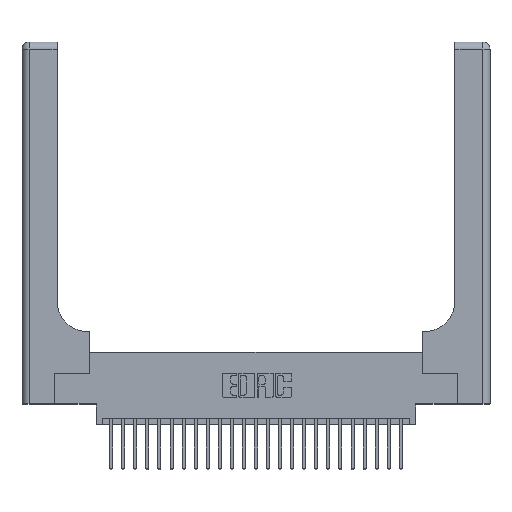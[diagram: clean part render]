
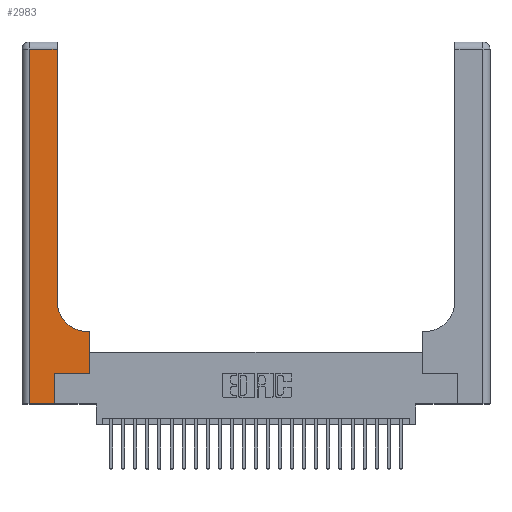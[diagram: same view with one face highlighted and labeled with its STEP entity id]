
A CAD part, top view. The second image highlights one B-rep face of the part: STEP entity #2983.
In plain terms, the highlighted planar face has unit normal (0, 0, 1).
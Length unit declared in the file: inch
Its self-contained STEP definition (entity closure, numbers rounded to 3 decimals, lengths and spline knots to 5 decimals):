
#186 = ORIENTED_EDGE ( 'NONE', *, *, #24188, .T. ) ;
#367 = CARTESIAN_POINT ( 'NONE',  ( 0., 0., 0.37 ) ) ;
#472 = AXIS2_PLACEMENT_3D ( 'NONE', #7050, #21619, #9178 ) ;
#656 = LINE ( 'NONE', #21426, #22377 ) ;
#674 = VERTEX_POINT ( 'NONE', #8139 ) ;
#1563 = CARTESIAN_POINT ( 'NONE',  ( 0., 3., 0.37 ) ) ;
#2273 = ORIENTED_EDGE ( 'NONE', *, *, #18094, .T. ) ;
#2502 = DIRECTION ( 'NONE',  ( 0., -1., 0. ) ) ;
#2983 = ADVANCED_FACE ( 'NONE', ( #6009 ), #3699, .F. ) ;
#3699 = PLANE ( 'NONE',  #27238 ) ;
#4302 = VERTEX_POINT ( 'NONE', #7450 ) ;
#4364 = DIRECTION ( 'NONE',  ( 0., 1., 0. ) ) ;
#4940 = VECTOR ( 'NONE', #2502, 39.37008 ) ;
#5085 = CARTESIAN_POINT ( 'NONE',  ( 0.5415, 0.6, 0.37 ) ) ;
#5436 = CARTESIAN_POINT ( 'NONE',  ( 0.2915, 3., 0.37 ) ) ;
#5843 = VERTEX_POINT ( 'NONE', #8939 ) ;
#6009 = FACE_OUTER_BOUND ( 'NONE', #22445, .T. ) ;
#6048 = LINE ( 'NONE', #5436, #9719 ) ;
#6921 = EDGE_CURVE ( 'NONE', #21450, #22258, #14375, .T. ) ;
#7050 = CARTESIAN_POINT ( 'NONE',  ( 0.5415, 0.85, 0.37 ) ) ;
#7450 = CARTESIAN_POINT ( 'NONE',  ( 0.269, 0., 0.37 ) ) ;
#7967 = ORIENTED_EDGE ( 'NONE', *, *, #6921, .T. ) ;
#8029 = DIRECTION ( 'NONE',  ( 0., 0., -1. ) ) ;
#8139 = CARTESIAN_POINT ( 'NONE',  ( 0.5585, 0.25, 0.37 ) ) ;
#8380 = ORIENTED_EDGE ( 'NONE', *, *, #19476, .T. ) ;
#8600 = CARTESIAN_POINT ( 'NONE',  ( 0.269, 0., 0.37 ) ) ;
#8939 = CARTESIAN_POINT ( 'NONE',  ( 0.269, 0.25, 0.37 ) ) ;
#8989 = LINE ( 'NONE', #21936, #18117 ) ;
#9178 = DIRECTION ( 'NONE',  ( 1., 0., 0. ) ) ;
#9689 = VERTEX_POINT ( 'NONE', #15808 ) ;
#9719 = VECTOR ( 'NONE', #13955, 39.37008 ) ;
#10004 = LINE ( 'NONE', #8600, #19736 ) ;
#10611 = CIRCLE ( 'NONE', #472, 0.25 ) ;
#10717 = DIRECTION ( 'NONE',  ( 0., 1., 0. ) ) ;
#11454 = ORIENTED_EDGE ( 'NONE', *, *, #26483, .T. ) ;
#11607 = DIRECTION ( 'NONE',  ( 1., 0., 0. ) ) ;
#12389 = LINE ( 'NONE', #19035, #22772 ) ;
#12635 = ORIENTED_EDGE ( 'NONE', *, *, #15147, .T. ) ;
#12764 = VERTEX_POINT ( 'NONE', #20901 ) ;
#13955 = DIRECTION ( 'NONE',  ( 0., 1., 0. ) ) ;
#14375 = LINE ( 'NONE', #17592, #24744 ) ;
#15147 = EDGE_CURVE ( 'NONE', #12764, #16550, #17439, .T. ) ;
#15277 = CARTESIAN_POINT ( 'NONE',  ( 0.06, 0., 0.37 ) ) ;
#15430 = VERTEX_POINT ( 'NONE', #26326 ) ;
#15591 = ORIENTED_EDGE ( 'NONE', *, *, #17055, .T. ) ;
#15808 = CARTESIAN_POINT ( 'NONE',  ( 0.2915, 0.85, 0.37 ) ) ;
#16550 = VERTEX_POINT ( 'NONE', #15277 ) ;
#16596 = LINE ( 'NONE', #367, #21441 ) ;
#17055 = EDGE_CURVE ( 'NONE', #674, #21450, #12389, .T. ) ;
#17439 = LINE ( 'NONE', #23386, #4940 ) ;
#17592 = CARTESIAN_POINT ( 'NONE',  ( 0.2915, 0.6, 0.37 ) ) ;
#17939 = EDGE_CURVE ( 'NONE', #9689, #15430, #6048, .T. ) ;
#18094 = EDGE_CURVE ( 'NONE', #15430, #12764, #656, .T. ) ;
#18117 = VECTOR ( 'NONE', #11607, 39.37008 ) ;
#18926 = EDGE_CURVE ( 'NONE', #5843, #674, #8989, .T. ) ;
#19035 = CARTESIAN_POINT ( 'NONE',  ( 0.5585, 0.25, 0.37 ) ) ;
#19476 = EDGE_CURVE ( 'NONE', #22258, #9689, #10611, .T. ) ;
#19479 = ORIENTED_EDGE ( 'NONE', *, *, #17939, .T. ) ;
#19670 = DIRECTION ( 'NONE',  ( -1., 0., 0. ) ) ;
#19736 = VECTOR ( 'NONE', #10717, 39.37008 ) ;
#20901 = CARTESIAN_POINT ( 'NONE',  ( 0.06, 2.94, 0.37 ) ) ;
#21060 = CARTESIAN_POINT ( 'NONE',  ( 0.5585, 0.6, 0.37 ) ) ;
#21426 = CARTESIAN_POINT ( 'NONE',  ( 0., 2.94, 0.37 ) ) ;
#21441 = VECTOR ( 'NONE', #25544, 39.37008 ) ;
#21450 = VERTEX_POINT ( 'NONE', #21060 ) ;
#21619 = DIRECTION ( 'NONE',  ( 0., 0., -1. ) ) ;
#21936 = CARTESIAN_POINT ( 'NONE',  ( 0.269, 0.25, 0.37 ) ) ;
#22258 = VERTEX_POINT ( 'NONE', #5085 ) ;
#22377 = VECTOR ( 'NONE', #23517, 39.37008 ) ;
#22445 = EDGE_LOOP ( 'NONE', ( #19479, #2273, #12635, #186, #11454, #26495, #15591, #7967, #8380 ) ) ;
#22581 = DIRECTION ( 'NONE',  ( -1., 0., 0. ) ) ;
#22772 = VECTOR ( 'NONE', #4364, 39.37008 ) ;
#23386 = CARTESIAN_POINT ( 'NONE',  ( 0.06, 3., 0.37 ) ) ;
#23517 = DIRECTION ( 'NONE',  ( -1., 0., 0. ) ) ;
#24188 = EDGE_CURVE ( 'NONE', #16550, #4302, #16596, .T. ) ;
#24744 = VECTOR ( 'NONE', #19670, 39.37008 ) ;
#25544 = DIRECTION ( 'NONE',  ( 1., 0., 0. ) ) ;
#26326 = CARTESIAN_POINT ( 'NONE',  ( 0.2915, 2.94, 0.37 ) ) ;
#26483 = EDGE_CURVE ( 'NONE', #4302, #5843, #10004, .T. ) ;
#26495 = ORIENTED_EDGE ( 'NONE', *, *, #18926, .T. ) ;
#27238 = AXIS2_PLACEMENT_3D ( 'NONE', #1563, #8029, #22581 ) ;
